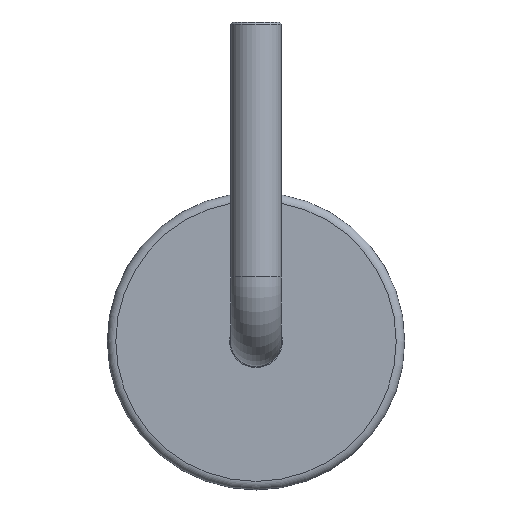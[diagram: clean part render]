
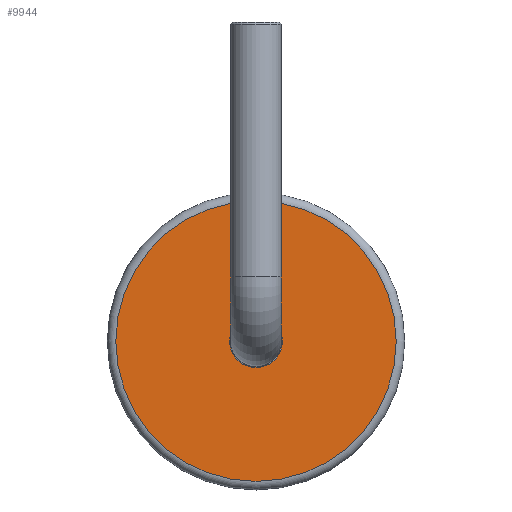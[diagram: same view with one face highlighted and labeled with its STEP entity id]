
A CAD part, top view. The second image highlights one B-rep face of the part: STEP entity #9944.
In plain terms, the highlighted planar face has unit normal (0, 0, 1).
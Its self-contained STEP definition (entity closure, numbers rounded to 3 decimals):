
#646 = CARTESIAN_POINT ( 'NONE',  ( 0., 0., 12. ) ) ;
#659 = AXIS2_PLACEMENT_3D ( 'NONE', #646, #12127, #9775 ) ;
#2349 = CARTESIAN_POINT ( 'NONE',  ( 0., 33., 12. ) ) ;
#2466 = CARTESIAN_POINT ( 'NONE',  ( 0., 0., 12. ) ) ;
#2667 = DIRECTION ( 'NONE',  ( 0., 0., -1. ) ) ;
#4176 = EDGE_CURVE ( 'NONE', #12039, #12039, #6505, .T. ) ;
#6301 = CIRCLE ( 'NONE', #659, 6.2 ) ;
#6365 = EDGE_CURVE ( 'NONE', #8103, #8103, #6301, .T. ) ;
#6505 = CIRCLE ( 'NONE', #9153, 33. ) ;
#6561 = FACE_OUTER_BOUND ( 'NONE', #12147, .T. ) ;
#7080 = AXIS2_PLACEMENT_3D ( 'NONE', #9919, #13558, #7828 ) ;
#7510 = ORIENTED_EDGE ( 'NONE', *, *, #4176, .F. ) ;
#7828 = DIRECTION ( 'NONE',  ( 0., 1., 0. ) ) ;
#8103 = VERTEX_POINT ( 'NONE', #9170 ) ;
#9153 = AXIS2_PLACEMENT_3D ( 'NONE', #2466, #2667, #12984 ) ;
#9170 = CARTESIAN_POINT ( 'NONE',  ( 0., 6.2, 12. ) ) ;
#9775 = DIRECTION ( 'NONE',  ( 0., 1., 0. ) ) ;
#9919 = CARTESIAN_POINT ( 'NONE',  ( 0., -6.2, 12. ) ) ;
#9944 = ADVANCED_FACE ( 'NONE', ( #6561, #14601 ), #14702, .F. ) ;
#10029 = EDGE_LOOP ( 'NONE', ( #13106 ) ) ;
#12039 = VERTEX_POINT ( 'NONE', #2349 ) ;
#12127 = DIRECTION ( 'NONE',  ( 0., 0., -1. ) ) ;
#12147 = EDGE_LOOP ( 'NONE', ( #7510 ) ) ;
#12984 = DIRECTION ( 'NONE',  ( 0., 1., 0. ) ) ;
#13106 = ORIENTED_EDGE ( 'NONE', *, *, #6365, .T. ) ;
#13558 = DIRECTION ( 'NONE',  ( 0., 0., -1. ) ) ;
#14601 = FACE_BOUND ( 'NONE', #10029, .T. ) ;
#14702 = PLANE ( 'NONE',  #7080 ) ;
